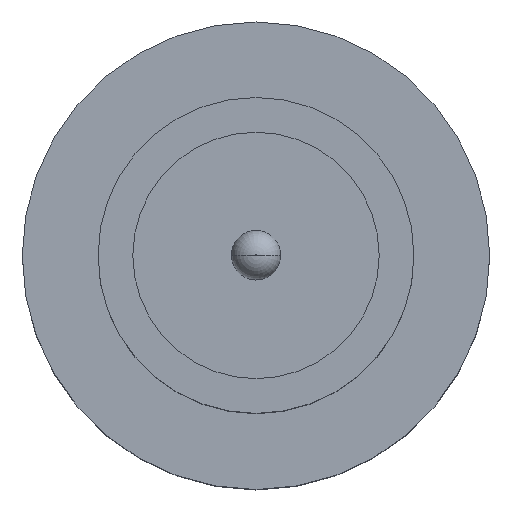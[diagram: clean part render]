
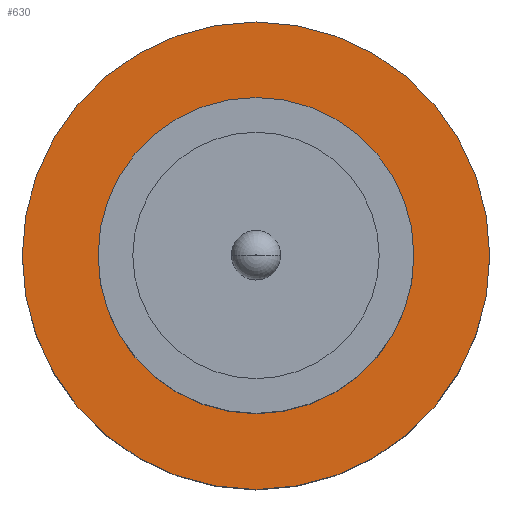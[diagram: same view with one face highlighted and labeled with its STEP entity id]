
A CAD part, top view. The second image highlights one B-rep face of the part: STEP entity #630.
In plain terms, the highlighted planar face has unit normal (0, 0, 1).
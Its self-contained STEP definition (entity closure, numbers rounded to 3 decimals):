
#87 = CARTESIAN_POINT ( 'NONE',  ( 0., 0., 1.55 ) ) ;
#89 = CIRCLE ( 'NONE', #783, 1.85 ) ;
#104 = CARTESIAN_POINT ( 'NONE',  ( 0., 0., 1.55 ) ) ;
#122 = ORIENTED_EDGE ( 'NONE', *, *, #624, .T. ) ;
#128 = PLANE ( 'NONE',  #148 ) ;
#148 = AXIS2_PLACEMENT_3D ( 'NONE', #403, #647, #350 ) ;
#190 = VERTEX_POINT ( 'NONE', #448 ) ;
#193 = CARTESIAN_POINT ( 'NONE',  ( 0., 0., 1.55 ) ) ;
#216 = AXIS2_PLACEMENT_3D ( 'NONE', #87, #523, #452 ) ;
#299 = EDGE_CURVE ( 'NONE', #417, #650, #608, .T. ) ;
#332 = DIRECTION ( 'NONE',  ( 0., 0., 1. ) ) ;
#350 = DIRECTION ( 'NONE',  ( 1., 0., 0. ) ) ;
#370 = CIRCLE ( 'NONE', #440, 1.85 ) ;
#380 = DIRECTION ( 'NONE',  ( 0., 0., 1. ) ) ;
#401 = ORIENTED_EDGE ( 'NONE', *, *, #299, .F. ) ;
#403 = CARTESIAN_POINT ( 'NONE',  ( 0., 0., 1.55 ) ) ;
#413 = AXIS2_PLACEMENT_3D ( 'NONE', #104, #610, #678 ) ;
#417 = VERTEX_POINT ( 'NONE', #436 ) ;
#436 = CARTESIAN_POINT ( 'NONE',  ( -1.25, 0., 1.55 ) ) ;
#440 = AXIS2_PLACEMENT_3D ( 'NONE', #193, #380, #622 ) ;
#448 = CARTESIAN_POINT ( 'NONE',  ( -1.85, 0., 1.55 ) ) ;
#452 = DIRECTION ( 'NONE',  ( 1., 0., 0. ) ) ;
#457 = EDGE_CURVE ( 'NONE', #190, #777, #370, .T. ) ;
#523 = DIRECTION ( 'NONE',  ( 0., 0., 1. ) ) ;
#546 = DIRECTION ( 'NONE',  ( 1., 0., 0. ) ) ;
#577 = FACE_OUTER_BOUND ( 'NONE', #705, .T. ) ;
#590 = CARTESIAN_POINT ( 'NONE',  ( 0., 0., 1.55 ) ) ;
#595 = CARTESIAN_POINT ( 'NONE',  ( 1.25, 0., 1.55 ) ) ;
#608 = CIRCLE ( 'NONE', #413, 1.25 ) ;
#610 = DIRECTION ( 'NONE',  ( 0., 0., 1. ) ) ;
#622 = DIRECTION ( 'NONE',  ( 1., 0., 0. ) ) ;
#624 = EDGE_CURVE ( 'NONE', #777, #190, #89, .T. ) ;
#630 = ADVANCED_FACE ( 'NONE', ( #734, #577 ), #128, .T. ) ;
#634 = CIRCLE ( 'NONE', #216, 1.25 ) ;
#645 = ORIENTED_EDGE ( 'NONE', *, *, #720, .F. ) ;
#647 = DIRECTION ( 'NONE',  ( 0., 0., 1. ) ) ;
#650 = VERTEX_POINT ( 'NONE', #595 ) ;
#678 = DIRECTION ( 'NONE',  ( 1., 0., 0. ) ) ;
#686 = EDGE_LOOP ( 'NONE', ( #645, #401 ) ) ;
#705 = EDGE_LOOP ( 'NONE', ( #723, #122 ) ) ;
#720 = EDGE_CURVE ( 'NONE', #650, #417, #634, .T. ) ;
#723 = ORIENTED_EDGE ( 'NONE', *, *, #457, .T. ) ;
#734 = FACE_BOUND ( 'NONE', #686, .T. ) ;
#773 = CARTESIAN_POINT ( 'NONE',  ( 1.85, 0., 1.55 ) ) ;
#777 = VERTEX_POINT ( 'NONE', #773 ) ;
#783 = AXIS2_PLACEMENT_3D ( 'NONE', #590, #332, #546 ) ;
